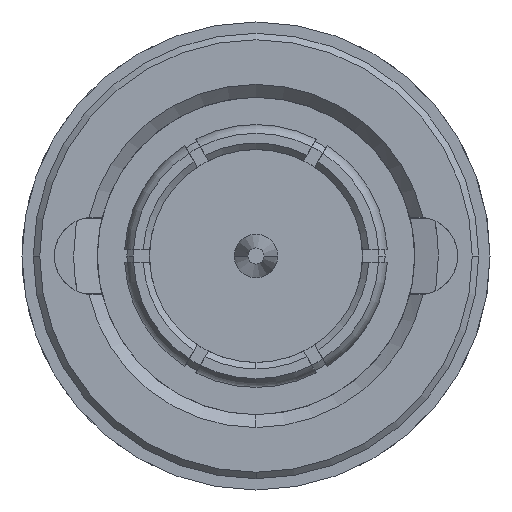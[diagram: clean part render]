
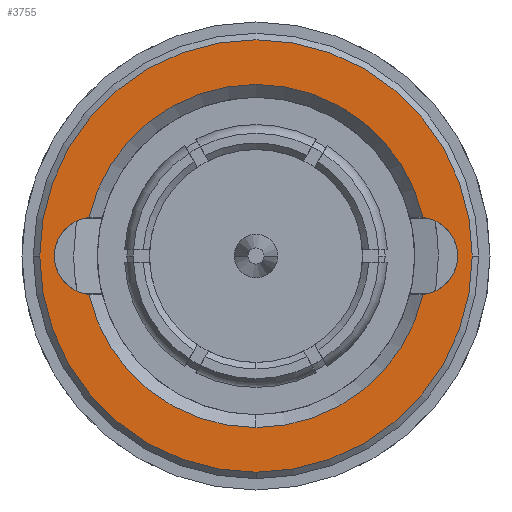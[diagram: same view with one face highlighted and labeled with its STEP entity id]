
A CAD part, left-side view. The second image highlights one B-rep face of the part: STEP entity #3755.
In plain terms, the highlighted planar face has unit normal (-1, 0, 0).
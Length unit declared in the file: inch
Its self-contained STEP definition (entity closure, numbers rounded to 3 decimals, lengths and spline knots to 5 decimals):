
#64 = EDGE_CURVE ( 'NONE', #1309, #3326, #7182, .T. ) ;
#127 = CIRCLE ( 'NONE', #2384, 0.20925 ) ;
#295 = CARTESIAN_POINT ( 'NONE',  ( 0., -0.20391, 0.04697 ) ) ;
#528 = CARTESIAN_POINT ( 'NONE',  ( 0., -0.19882, 0. ) ) ;
#564 = DIRECTION ( 'NONE',  ( 0., 0.108, 0.994 ) ) ;
#721 = DIRECTION ( 'NONE',  ( 0., 1., 0. ) ) ;
#741 = VERTEX_POINT ( 'NONE', #4331 ) ;
#759 = CARTESIAN_POINT ( 'NONE',  ( 0., 0., 0. ) ) ;
#863 = CARTESIAN_POINT ( 'NONE',  ( 0., 0., 0. ) ) ;
#1036 = EDGE_CURVE ( 'NONE', #5719, #3326, #5286, .T. ) ;
#1126 = CIRCLE ( 'NONE', #3140, 0.26378 ) ;
#1309 = VERTEX_POINT ( 'NONE', #3306 ) ;
#1328 = VERTEX_POINT ( 'NONE', #5176 ) ;
#1347 = ORIENTED_EDGE ( 'NONE', *, *, #4743, .F. ) ;
#1621 = DIRECTION ( 'NONE',  ( 0., -0.974, -0.224 ) ) ;
#1754 = CIRCLE ( 'NONE', #6145, 0.04724 ) ;
#1899 = CARTESIAN_POINT ( 'NONE',  ( 0., 0., 0. ) ) ;
#1938 = EDGE_CURVE ( 'NONE', #2301, #1328, #4268, .T. ) ;
#1968 = FACE_BOUND ( 'NONE', #4372, .T. ) ;
#2085 = DIRECTION ( 'NONE',  ( -1., 0., 0. ) ) ;
#2301 = VERTEX_POINT ( 'NONE', #5786 ) ;
#2361 = ORIENTED_EDGE ( 'NONE', *, *, #4642, .T. ) ;
#2384 = AXIS2_PLACEMENT_3D ( 'NONE', #4447, #5702, #1621 ) ;
#2409 = DIRECTION ( 'NONE',  ( -1., 0., 0. ) ) ;
#2545 = EDGE_LOOP ( 'NONE', ( #6014, #4326, #6540 ) ) ;
#2626 = CIRCLE ( 'NONE', #4750, 0.26378 ) ;
#2722 = ORIENTED_EDGE ( 'NONE', *, *, #64, .T. ) ;
#2750 = AXIS2_PLACEMENT_3D ( 'NONE', #863, #2085, #5690 ) ;
#2797 = AXIS2_PLACEMENT_3D ( 'NONE', #528, #2922, #4207 ) ;
#2814 = VERTEX_POINT ( 'NONE', #5775 ) ;
#2839 = CARTESIAN_POINT ( 'NONE',  ( 0., 0.19882, 0. ) ) ;
#2922 = DIRECTION ( 'NONE',  ( -1., 0., 0. ) ) ;
#3140 = AXIS2_PLACEMENT_3D ( 'NONE', #4292, #4880, #3230 ) ;
#3230 = DIRECTION ( 'NONE',  ( 0., -1., 0. ) ) ;
#3258 = AXIS2_PLACEMENT_3D ( 'NONE', #1899, #4349, #721 ) ;
#3306 = CARTESIAN_POINT ( 'NONE',  ( 0., 0.20391, 0.04697 ) ) ;
#3326 = VERTEX_POINT ( 'NONE', #295 ) ;
#3755 = ADVANCED_FACE ( 'NONE', ( #1968, #6124 ), #4864, .F. ) ;
#3916 = CARTESIAN_POINT ( 'NONE',  ( 0., -0.20391, -0.04697 ) ) ;
#4207 = DIRECTION ( 'NONE',  ( 0., -0.108, -0.994 ) ) ;
#4243 = DIRECTION ( 'NONE',  ( 0., 1., 0. ) ) ;
#4268 = CIRCLE ( 'NONE', #5900, 0.20925 ) ;
#4292 = CARTESIAN_POINT ( 'NONE',  ( 0., 0., 0. ) ) ;
#4326 = ORIENTED_EDGE ( 'NONE', *, *, #5279, .T. ) ;
#4331 = CARTESIAN_POINT ( 'NONE',  ( 0., -0.26378, 0. ) ) ;
#4349 = DIRECTION ( 'NONE',  ( 1., 0., 0. ) ) ;
#4372 = EDGE_LOOP ( 'NONE', ( #2361, #6241, #1347, #2722, #5871 ) ) ;
#4447 = CARTESIAN_POINT ( 'NONE',  ( 0., 0., 0. ) ) ;
#4504 = EDGE_CURVE ( 'NONE', #741, #2814, #1126, .T. ) ;
#4642 = EDGE_CURVE ( 'NONE', #5719, #2301, #127, .T. ) ;
#4743 = EDGE_CURVE ( 'NONE', #1309, #1328, #1754, .T. ) ;
#4750 = AXIS2_PLACEMENT_3D ( 'NONE', #4912, #2409, #4243 ) ;
#4864 = PLANE ( 'NONE',  #3258 ) ;
#4880 = DIRECTION ( 'NONE',  ( -1., 0., 0. ) ) ;
#4912 = CARTESIAN_POINT ( 'NONE',  ( 0., 0., 0. ) ) ;
#5125 = EDGE_CURVE ( 'NONE', #5154, #741, #7017, .T. ) ;
#5154 = VERTEX_POINT ( 'NONE', #7508 ) ;
#5176 = CARTESIAN_POINT ( 'NONE',  ( 0., 0.20391, -0.04697 ) ) ;
#5279 = EDGE_CURVE ( 'NONE', #2814, #5154, #2626, .T. ) ;
#5286 = CIRCLE ( 'NONE', #2797, 0.04724 ) ;
#5690 = DIRECTION ( 'NONE',  ( 0., 1., 0. ) ) ;
#5702 = DIRECTION ( 'NONE',  ( 1., 0., 0. ) ) ;
#5719 = VERTEX_POINT ( 'NONE', #3916 ) ;
#5775 = CARTESIAN_POINT ( 'NONE',  ( 0., 0.26378, 0. ) ) ;
#5786 = CARTESIAN_POINT ( 'NONE',  ( 0., 0., -0.20925 ) ) ;
#5871 = ORIENTED_EDGE ( 'NONE', *, *, #1036, .F. ) ;
#5900 = AXIS2_PLACEMENT_3D ( 'NONE', #7700, #6545, #7095 ) ;
#6014 = ORIENTED_EDGE ( 'NONE', *, *, #4504, .T. ) ;
#6124 = FACE_OUTER_BOUND ( 'NONE', #2545, .T. ) ;
#6145 = AXIS2_PLACEMENT_3D ( 'NONE', #2839, #7683, #564 ) ;
#6241 = ORIENTED_EDGE ( 'NONE', *, *, #1938, .T. ) ;
#6429 = AXIS2_PLACEMENT_3D ( 'NONE', #759, #7318, #7232 ) ;
#6540 = ORIENTED_EDGE ( 'NONE', *, *, #5125, .T. ) ;
#6545 = DIRECTION ( 'NONE',  ( 1., 0., 0. ) ) ;
#7017 = CIRCLE ( 'NONE', #2750, 0.26378 ) ;
#7095 = DIRECTION ( 'NONE',  ( 0., -0.974, -0.224 ) ) ;
#7182 = CIRCLE ( 'NONE', #6429, 0.20925 ) ;
#7232 = DIRECTION ( 'NONE',  ( 0., 0.974, 0.224 ) ) ;
#7318 = DIRECTION ( 'NONE',  ( 1., 0., 0. ) ) ;
#7508 = CARTESIAN_POINT ( 'NONE',  ( 0., 0., -0.26378 ) ) ;
#7683 = DIRECTION ( 'NONE',  ( -1., 0., 0. ) ) ;
#7700 = CARTESIAN_POINT ( 'NONE',  ( 0., 0., 0. ) ) ;
